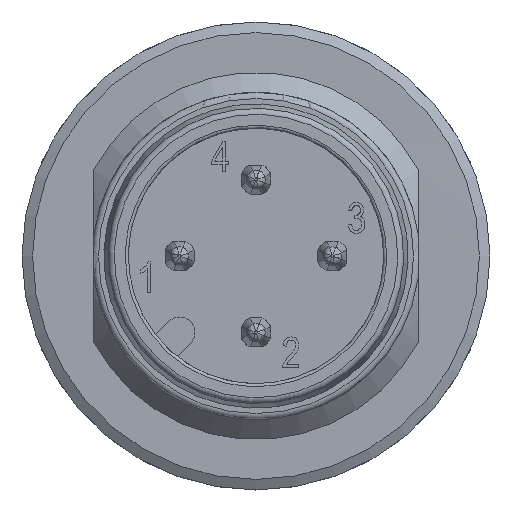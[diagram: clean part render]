
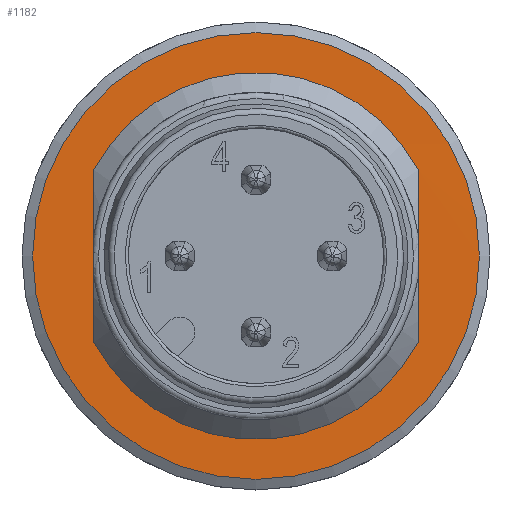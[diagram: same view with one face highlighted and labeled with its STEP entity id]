
A CAD part, front view. The second image highlights one B-rep face of the part: STEP entity #1182.
In plain terms, the highlighted planar face has unit normal (0, -1, 0).
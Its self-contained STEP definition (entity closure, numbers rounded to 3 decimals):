
#318=FACE_BOUND('',#2568,.T.);
#319=FACE_BOUND('',#2569,.T.);
#387=PLANE('',#11298);
#1182=ADVANCED_FACE('',(#318,#319),#387,.T.);
#2568=EDGE_LOOP('',(#3729,#3730,#3731,#3732,#3733,#3734));
#2569=EDGE_LOOP('',(#3735));
#3220=CIRCLE('',#11279,6.);
#3229=CIRCLE('',#11293,6.);
#3230=CIRCLE('',#11297,7.304);
#3729=ORIENTED_EDGE('',*,*,#8111,.T.);
#3730=ORIENTED_EDGE('',*,*,#8101,.F.);
#3731=ORIENTED_EDGE('',*,*,#8109,.T.);
#3732=ORIENTED_EDGE('',*,*,#8082,.F.);
#3733=ORIENTED_EDGE('',*,*,#8113,.T.);
#3734=ORIENTED_EDGE('',*,*,#8112,.T.);
#3735=ORIENTED_EDGE('',*,*,#8115,.T.);
#6989=VERTEX_POINT('',#15508);
#6990=VERTEX_POINT('',#15510);
#7006=VERTEX_POINT('',#15651);
#7007=VERTEX_POINT('',#15653);
#7012=VERTEX_POINT('',#15688);
#7013=VERTEX_POINT('',#15690);
#7014=VERTEX_POINT('',#15698);
#8082=EDGE_CURVE('',#6989,#6990,#3220,.T.);
#8101=EDGE_CURVE('',#7006,#7007,#3229,.T.);
#8109=EDGE_CURVE('',#7006,#6990,#9667,.T.);
#8111=EDGE_CURVE('',#7012,#7007,#9668,.T.);
#8112=EDGE_CURVE('',#7013,#7012,#9669,.T.);
#8113=EDGE_CURVE('',#6989,#7013,#9670,.T.);
#8115=EDGE_CURVE('',#7014,#7014,#3230,.T.);
#9667=LINE('',#15681,#10464);
#9668=LINE('',#15687,#10465);
#9669=LINE('',#15689,#10466);
#9670=LINE('',#15691,#10467);
#10464=VECTOR('',#12321,1.);
#10465=VECTOR('',#12324,1.);
#10466=VECTOR('',#12325,1.);
#10467=VECTOR('',#12326,1.);
#11279=AXIS2_PLACEMENT_3D('',#15509,#12281,#12282);
#11293=AXIS2_PLACEMENT_3D('',#15652,#12315,#12316);
#11297=AXIS2_PLACEMENT_3D('',#15697,#12329,#12330);
#11298=AXIS2_PLACEMENT_3D('',#15699,#12331,#12332);
#12281=DIRECTION('',(0.,-1.,0.));
#12282=DIRECTION('',(0.,0.,-1.));
#12315=DIRECTION('',(0.,-1.,0.));
#12316=DIRECTION('',(0.,0.,-1.));
#12321=DIRECTION('',(0.,0.,-1.));
#12324=DIRECTION('',(0.,0.,1.));
#12325=DIRECTION('',(0.,0.,1.));
#12326=DIRECTION('',(0.,0.,1.));
#12329=DIRECTION('',(0.,-1.,0.));
#12330=DIRECTION('',(-1.,0.,0.));
#12331=DIRECTION('',(0.,-1.,0.));
#12332=DIRECTION('',(0.,0.,-1.));
#15508=CARTESIAN_POINT('',(33.135,-63.818,42.302));
#15509=CARTESIAN_POINT('',(38.435,-63.818,45.115));
#15510=CARTESIAN_POINT('',(43.735,-63.818,42.302));
#15651=CARTESIAN_POINT('',(43.732,-63.829,47.926));
#15652=CARTESIAN_POINT('',(38.435,-63.818,45.115));
#15653=CARTESIAN_POINT('',(33.135,-63.818,47.927));
#15681=CARTESIAN_POINT('',(43.735,-63.818,47.928));
#15687=CARTESIAN_POINT('',(33.135,-63.818,47.927));
#15688=CARTESIAN_POINT('',(33.135,-63.818,46.245));
#15689=CARTESIAN_POINT('',(33.135,-63.818,44.067));
#15690=CARTESIAN_POINT('',(33.135,-63.818,44.067));
#15691=CARTESIAN_POINT('',(33.135,-63.818,47.927));
#15697=CARTESIAN_POINT('',(38.435,-63.818,45.115));
#15698=CARTESIAN_POINT('',(31.131,-63.818,45.115));
#15699=CARTESIAN_POINT('',(46.469,-63.818,37.081));
